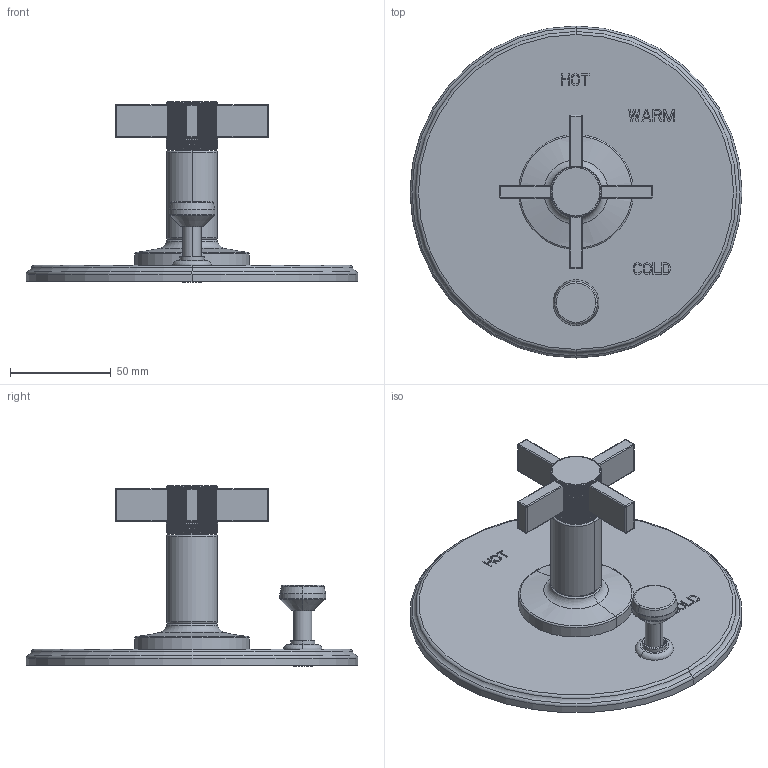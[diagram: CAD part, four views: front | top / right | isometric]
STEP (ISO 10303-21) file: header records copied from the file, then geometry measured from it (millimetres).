
FILE_DESCRIPTION((''),'2;1');
FILE_NAME('5-3242BP_','2024-07-31T08:57:40',('rsmith'),(''),'CREO PARAMETRIC BY PTC INC, 2023134','CREO PARAMETRIC BY PTC INC, 2023134','');
FILE_SCHEMA(('CONFIG_CONTROL_DESIGN'));
Length unit declared in the file: inch
Products named in the file (1): 5-3242BP_
Bounding box: 165.1 x 165.1 x 89.69 mm (x, y, z)
Volume: 103474.2 mm3; surface area: 63882.8 mm2
Topology: 1 solids, 1 shells, 674 faces, 1823 edges, 1186 vertices
Faces by surface type: plane 468, cylinder 146, torus 38, sphere 16, cone 4, bspline 2
Entity records: 23037 total; most frequent: CARTESIAN_POINT 6297, ORIENTED_EDGE 3646, DIRECTION 3243, EDGE_CURVE 1823, VERTEX_POINT 1186, VECTOR 1171, LINE 1171, AXIS2_PLACEMENT_3D 1036
